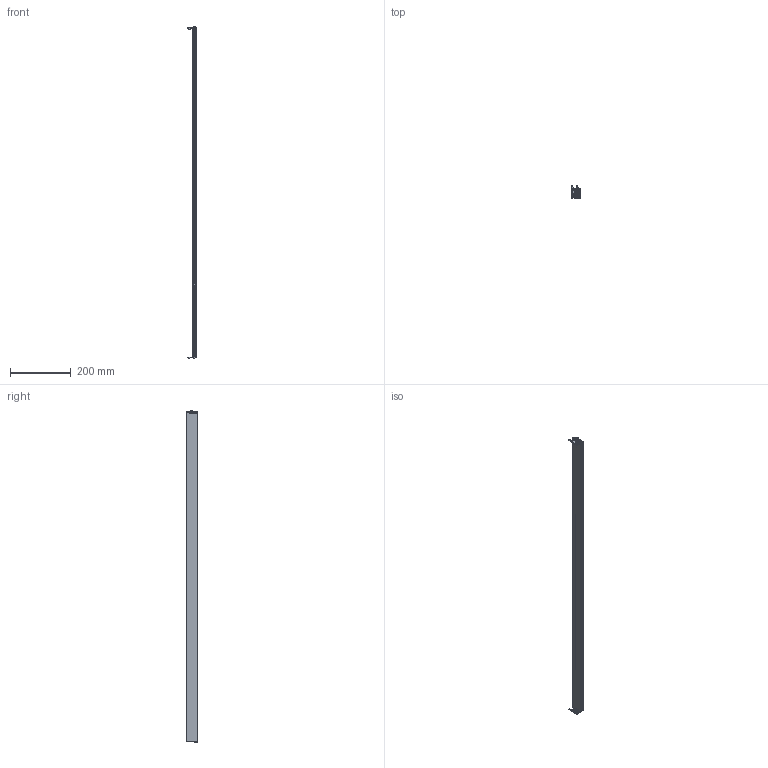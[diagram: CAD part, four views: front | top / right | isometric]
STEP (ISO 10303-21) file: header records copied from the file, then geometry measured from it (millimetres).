
FILE_DESCRIPTION (( 'STEP AP203' ), '1' );
FILE_NAME ('KG-S schmal 1084.STEP', '2025-03-05T15:57:24', ( '' ), ( '' ), 'SwSTEP 2.0', 'SolidWorks 2023', '' );
FILE_SCHEMA (( 'CONFIG_CONTROL_DESIGN' ));
Length unit declared in the file: millimetre
Products named in the file (10): Innengeometrie_WA_1080; M2.9x13; Schutzprofil_KG-S schmal_1080; Betätigungsteil_WA; Abschlusskappe KG-AS schmal - rechts_1000883-Haube KG-S schmal li ohne Bohrung; Abschlusskappe KG-AS schmal - links_1000883-Haube KG-S schmal li ohne Bohrung; Abschlusskappe KG-A schmal - rechts B_1000883-Haube KG-S schmal li ohne Bohrung; Aussengehäuse_WA_1080; KG-S schmal 1084; Abschlusskappe KG-AS schmal -links B_1000883-Haube KG-S schmal li ohne Bohrung
Assembly tree (10 placements, depth 2):
  KG-S schmal 1084
    Aussengehäuse_WA_1080
    Innengeometrie_WA_1080
    Schutzprofil_KG-S schmal_1080
    Betätigungsteil_WA
    Abschlusskappe KG-AS schmal - links_1000883-Haube KG-S schmal li ohne Bohrung
    Abschlusskappe KG-AS schmal -links B_1000883-Haube KG-S schmal li ohne Bohrung
    Abschlusskappe KG-A schmal - rechts B_1000883-Haube KG-S schmal li ohne Bohrung
    Abschlusskappe KG-AS schmal - rechts_1000883-Haube KG-S schmal li ohne Bohrung
    M2.9x13  x2
Bounding box: 28.65 x 38.03 x 1089.05 mm (x, y, z)
Volume: 332171.1 mm3; surface area: 415499.6 mm2
Topology: 25 solids, 25 shells, 2103 faces, 5595 edges, 3586 vertices
Faces by surface type: plane 1060, bspline 645, cylinder 251, sphere 60, cone 52, torus 35
Entity records: 84509 total; most frequent: CARTESIAN_POINT 36686, ORIENTED_EDGE 10922, DIRECTION 7388, EDGE_CURVE 5461, LINE 3558, VECTOR 3558, VERTEX_POINT 3530, EDGE_LOOP 2245
